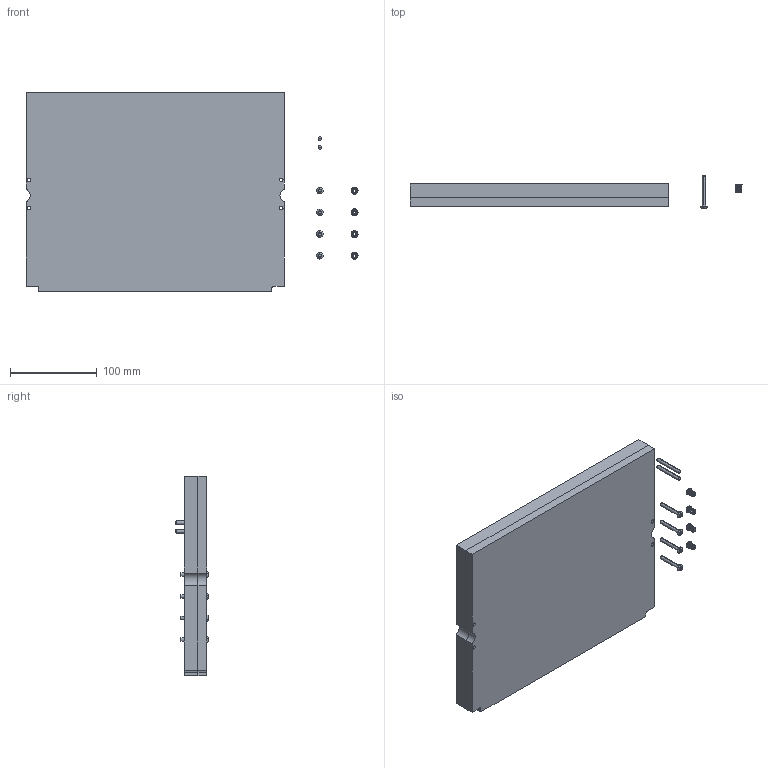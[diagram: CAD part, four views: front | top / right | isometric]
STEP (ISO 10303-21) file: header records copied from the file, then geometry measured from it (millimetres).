
FILE_DESCRIPTION (( 'STEP AP214' ), '1' );
FILE_NAME ('INGUN_113150.STEP', '2022-01-19T07:44:02', ( '' ), ( '' ), 'SwSTEP 2.0', 'SolidWorks 2018', '' );
FILE_SCHEMA (( 'AUTOMOTIVE_DESIGN' ));
Length unit declared in the file: millimetre
Products named in the file (7): ISO7380~n_M04,0x030; 113146~0; 113284~0_S; DIN6325~n_04,0m6x036; INGUN_113150; 113145~0; Gewindebuchse~n_M04-09,5 offen
Assembly tree (13 placements, depth 3):
  INGUN_113150
    113145~0
    113146~0
    113284~0_S
      ISO7380~n_M04,0x030  x4
      Gewindebuchse~n_M04-09,5 offen  x4
      DIN6325~n_04,0m6x036  x2
Bounding box: 383 x 38.2 x 230 mm (x, y, z)
Volume: 1776547.3 mm3; surface area: 306328.2 mm2
Topology: 12 solids, 12 shells, 730 faces, 1696 edges, 1120 vertices
Faces by surface type: plane 550, cylinder 136, torus 24, cone 12, sphere 8
Entity records: 6880 total; most frequent: DIRECTION 1208, CARTESIAN_POINT 1124, ORIENTED_EDGE 1064, EDGE_CURVE 532, AXIS2_PLACEMENT_3D 436, VERTEX_POINT 352, VECTOR 336, LINE 336
